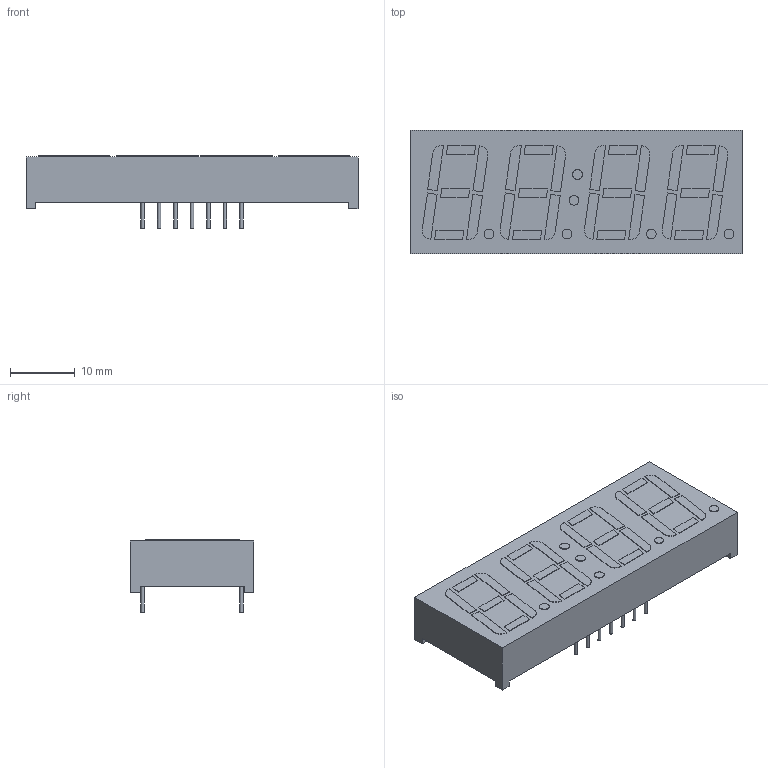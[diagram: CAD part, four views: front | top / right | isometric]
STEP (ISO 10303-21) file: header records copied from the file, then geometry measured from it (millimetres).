
FILE_DESCRIPTION(('FreeCAD Model'),'2;1');
FILE_NAME('HDSP-B09G.step', '2017-12-02T01:50:22',('kicad StepUp'),('ksu MCAD'), 'Open CASCADE STEP processor 6.8','FreeCAD','Unknown');
FILE_SCHEMA(('AUTOMOTIVE_DESIGN_CC2 { 1 2 10303 214 -1 1 5 4 }'));
Length unit declared in the file: millimetre
Products named in the file (1): HDSP-B09G
Bounding box: 51.2 x 19.1 x 11.2 mm (x, y, z)
Volume: 6888.3 mm3; surface area: 3575.4 mm2
Topology: 47 solids, 47 shells, 268 faces, 522 edges, 348 vertices
Faces by surface type: plane 234, cylinder 34
Full cylindrical faces by diameter (mm): 0.5 x12, 1.5 x6
Entity records: 8554 total; most frequent: CARTESIAN_POINT 1139, DIRECTION 1128, ORIENTED_EDGE 1044, EDGE_CURVE 522, LINE 454, VECTOR 454, VERTEX_POINT 348, AXIS2_PLACEMENT_3D 337
